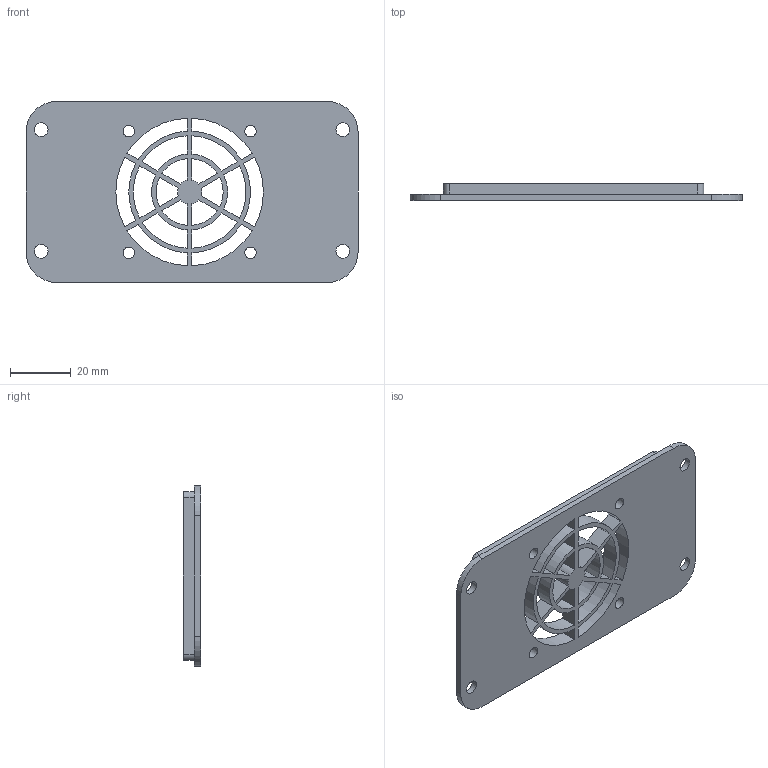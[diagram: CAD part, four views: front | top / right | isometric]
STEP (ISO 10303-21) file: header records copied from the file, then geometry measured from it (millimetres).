
FILE_DESCRIPTION(/* description */ (''),/* implementation_level */ '2;1');
FILE_NAME(/* name */ 'LCD cooling fan mod.step',/* time_stamp */ '2021-07-01T23:58:05+02:00',/* author */ (''),/* organization */ (''),/* preprocessor_version */ 'ST-DEVELOPER v18.1',/* originating_system */ 'Autodesk Translation Framework v10.9.0.1377',/* authorisation */ '');
FILE_SCHEMA (('AUTOMOTIVE_DESIGN { 1 0 10303 214 3 1 1 }'));
Length unit declared in the file: millimetre
Products named in the file (1): Griglia LCD
Bounding box: 109.15 x 5.6 x 59.5 mm (x, y, z)
Volume: 21879 mm3; surface area: 15927.4 mm2
Topology: 1 solids, 1 shells, 103 faces, 296 edges, 196 vertices
Faces by surface type: cylinder 52, plane 47, cone 4
Full cylindrical faces by diameter (mm): 3.8 x4, 4.5 x4
Entity records: 3543 total; most frequent: DIRECTION 612, CARTESIAN_POINT 596, ORIENTED_EDGE 592, EDGE_CURVE 296, AXIS2_PLACEMENT_3D 212, VERTEX_POINT 196, LINE 188, VECTOR 188
